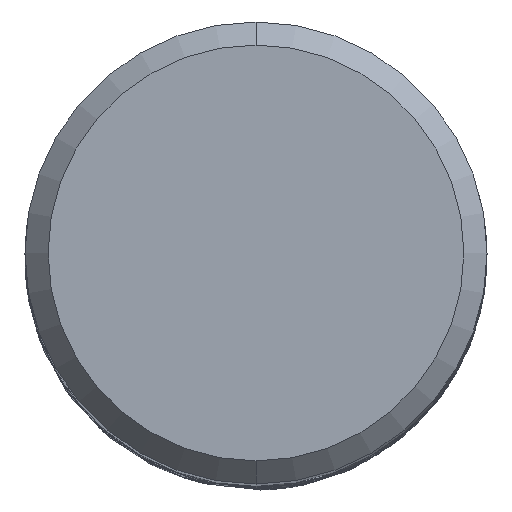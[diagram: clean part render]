
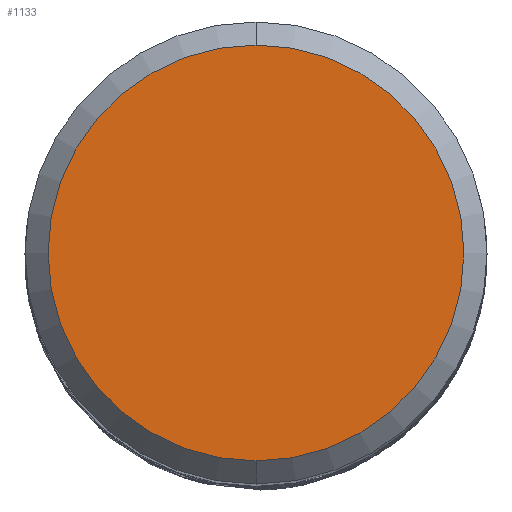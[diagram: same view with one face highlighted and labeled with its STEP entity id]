
A CAD part, top view. The second image highlights one B-rep face of the part: STEP entity #1133.
In plain terms, the highlighted planar face has unit normal (0, 0, 1).
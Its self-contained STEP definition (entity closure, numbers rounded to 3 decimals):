
#647=EDGE_CURVE('',#1141,#1509,#1847,.T.);
#1133=ADVANCED_FACE('',(#2377),#2378,.T.);
#1141=VERTEX_POINT('',#2386);
#1509=VERTEX_POINT('',#2784);
#1643=EDGE_CURVE('',#1509,#1141,#2933,.T.);
#1847=CIRCLE('',#3500,9.0);
#2377=FACE_OUTER_BOUND('',#11573,.T.);
#2378=PLANE('',#11574);
#2386=CARTESIAN_POINT('',(0.,-9.0,0.0));
#2784=CARTESIAN_POINT('',(0.0,9.0,0.0));
#2933=CIRCLE('',#22040,9.0);
#3500=AXIS2_PLACEMENT_3D('',#23352,#23353,#23354);
#11573=EDGE_LOOP('',(#23831,#23832));
#11574=AXIS2_PLACEMENT_3D('',#23833,#23834,#23835);
#22040=AXIS2_PLACEMENT_3D('',#24388,#24389,#24390);
#23352=CARTESIAN_POINT('',(0.0,0.0,0.0));
#23353=DIRECTION('',(0.0,0.0,-1.0));
#23354=DIRECTION('',(0.0,1.0,0.0));
#23831=ORIENTED_EDGE('',*,*,#1643,.F.);
#23832=ORIENTED_EDGE('',*,*,#647,.F.);
#23833=CARTESIAN_POINT('',(0.0,4.5,0.0));
#23834=DIRECTION('',(-0.0,0.0,1.0));
#23835=DIRECTION('',(0.0,-1.0,0.0));
#24388=CARTESIAN_POINT('',(0.0,0.0,0.0));
#24389=DIRECTION('',(0.0,0.0,-1.0));
#24390=DIRECTION('',(0.0,1.0,0.0));
